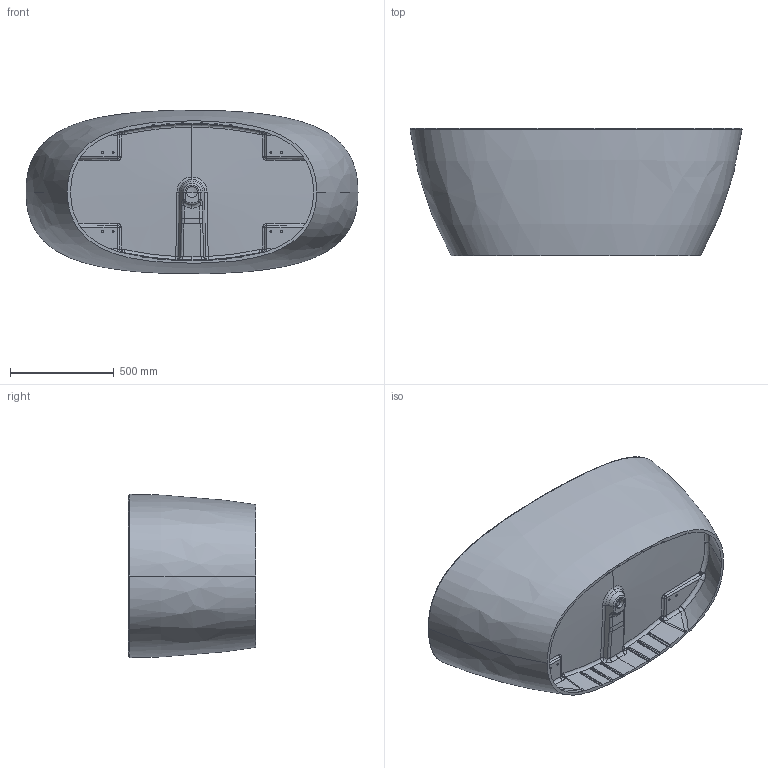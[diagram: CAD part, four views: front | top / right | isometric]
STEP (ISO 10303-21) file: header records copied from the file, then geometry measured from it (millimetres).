
FILE_DESCRIPTION (( 'STEP AP203' ), '1' );
FILE_NAME ('6301561611.STEP', '2020-12-16T22:47:42', ( '' ), ( '' ), 'SwSTEP 2.0', 'SolidWorks 2019', '' );
FILE_SCHEMA (( 'CONFIG_CONTROL_DESIGN' ));
Length unit declared in the file: millimetre
Products named in the file (1): 6301561611
Bounding box: 1598.53 x 615 x 786.84 mm (x, y, z)
Volume: 62527741.8 mm3; surface area: 6190002 mm2
Topology: 2 solids, 2 shells, 381 faces, 917 edges, 537 vertices
Faces by surface type: bspline 229, torus 38, cylinder 36, cone 36, plane 32, sphere 10
Entity records: 48358 total; most frequent: CARTESIAN_POINT 41222, ORIENTED_EDGE 1810, DIRECTION 1006, EDGE_CURVE 905, VERTEX_POINT 537, B_SPLINE_CURVE_WITH_KNOTS 491, AXIS2_PLACEMENT_3D 457, EDGE_LOOP 394
